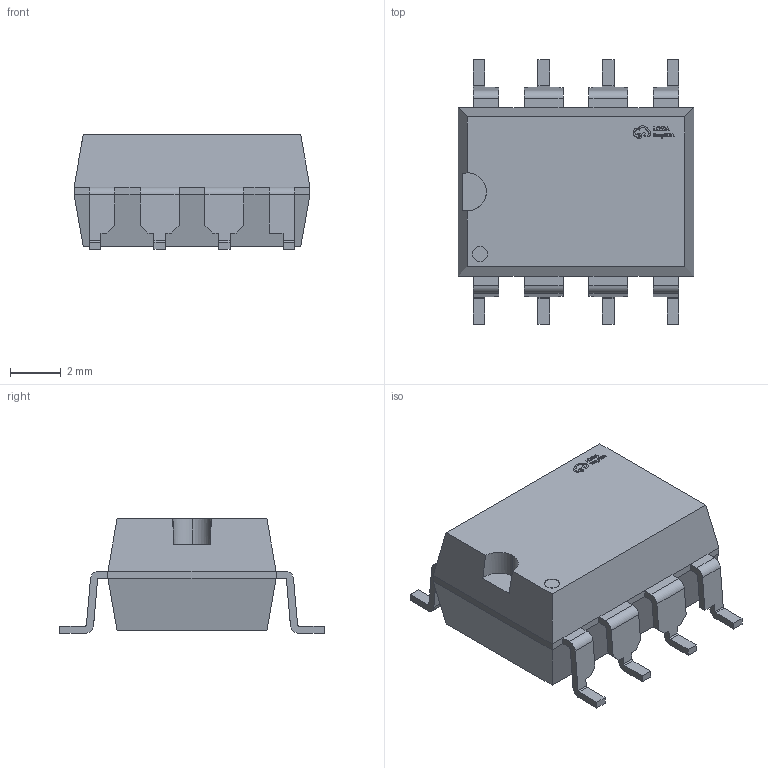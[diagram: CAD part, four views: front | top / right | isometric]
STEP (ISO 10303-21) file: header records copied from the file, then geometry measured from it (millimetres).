
FILE_DESCRIPTION (( 'STEP AP214' ), '1' );
FILE_NAME ('SOIC-8_L9.3-W6.6-P2.54-LS10.4-BL.step', '2022-07-26T09:20:27', ( '' ), ( '' ), 'SwSTEP 2.0', 'SolidWorks 2020', '' );
FILE_SCHEMA (( 'AUTOMOTIVE_DESIGN' ));
Length unit declared in the file: millimetre
Products named in the file (1): SOIC-8_L9.3-W6.6-P2.54-LS10.4-BL
Bounding box: 9.29 x 10.4 x 4.5 mm (x, y, z)
Volume: 253.9 mm3; surface area: 308.5 mm2
Topology: 14 solids, 14 shells, 457 faces, 1223 edges, 802 vertices
Faces by surface type: plane 309, bspline 112, cylinder 36
Entity records: 19856 total; most frequent: CARTESIAN_POINT 4593, ORIENTED_EDGE 2446, DIRECTION 1757, EDGE_CURVE 1223, VECTOR 921, LINE 921, VERTEX_POINT 802, EDGE_LOOP 477
